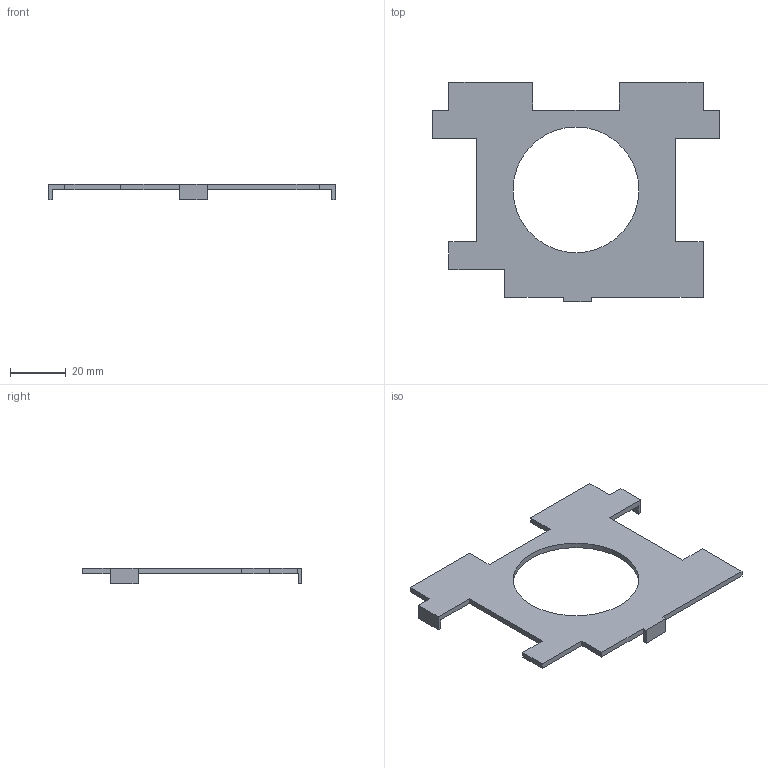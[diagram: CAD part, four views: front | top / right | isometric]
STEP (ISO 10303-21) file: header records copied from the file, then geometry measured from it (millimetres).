
FILE_DESCRIPTION (( 'STEP AP203' ), '1' );
FILE_NAME ('SHIM.STEP', '2020-06-10T12:20:53', ( '' ), ( '' ), 'SwSTEP 2.0', 'SolidWorks 2016', '' );
FILE_SCHEMA (( 'CONFIG_CONTROL_DESIGN' ));
Length unit declared in the file: millimetre
Products named in the file (1): SHIM
Bounding box: 102.5 x 78.5 x 5.7 mm (x, y, z)
Volume: 8731.9 mm3; surface area: 9969.6 mm2
Topology: 1 solids, 1 shells, 36 faces, 102 edges, 68 vertices
Faces by surface type: plane 34, cylinder 2
Entity records: 1231 total; most frequent: CARTESIAN_POINT 207, ORIENTED_EDGE 204, DIRECTION 180, EDGE_CURVE 102, LINE 98, VECTOR 98, VERTEX_POINT 68, AXIS2_PLACEMENT_3D 41
